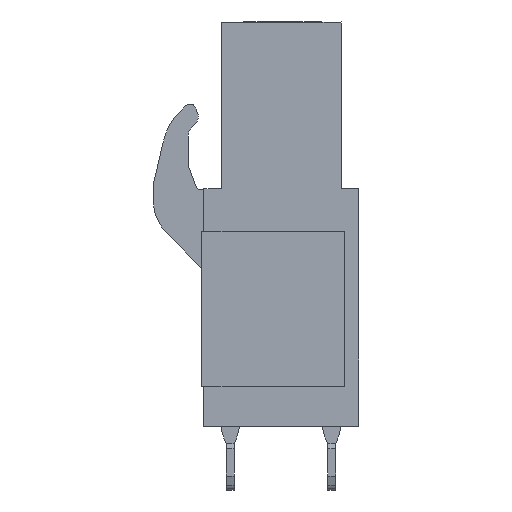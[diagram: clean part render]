
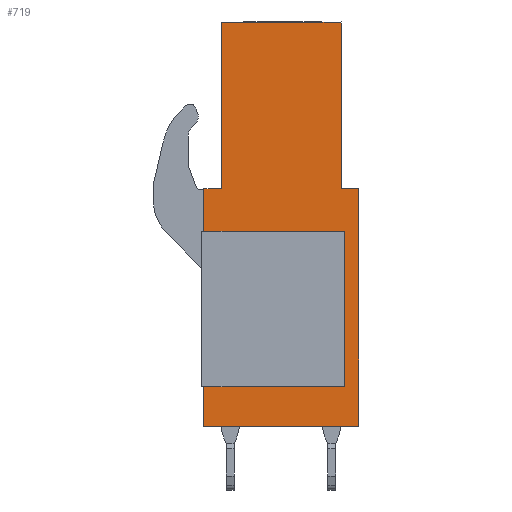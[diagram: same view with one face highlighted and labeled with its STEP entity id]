
A CAD part, left-side view. The second image highlights one B-rep face of the part: STEP entity #719.
In plain terms, the highlighted planar face has unit normal (-1, 0, 0).
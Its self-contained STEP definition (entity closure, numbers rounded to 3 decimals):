
#646=AXIS2_PLACEMENT_3D('Plane Axis2P3D',#643,#644,#645) ;
#36=CARTESIAN_POINT('Line Origine',(1.,3.875,23.45)) ;
#40=CARTESIAN_POINT('Vertex',(1.,0.875,23.45)) ;
#42=CARTESIAN_POINT('Vertex',(1.,6.875,23.45)) ;
#535=CARTESIAN_POINT('Vertex',(1.,7.75,3.2)) ;
#538=CARTESIAN_POINT('Line Origine',(1.,7.75,4.437)) ;
#542=CARTESIAN_POINT('Vertex',(1.,7.75,5.675)) ;
#549=CARTESIAN_POINT('Vertex',(1.,7.75,12.475)) ;
#552=CARTESIAN_POINT('Line Origine',(1.,7.75,13.787)) ;
#556=CARTESIAN_POINT('Vertex',(1.,7.75,15.1)) ;
#643=CARTESIAN_POINT('Axis2P3D Location',(1.,0.,0.)) ;
#648=CARTESIAN_POINT('Line Origine',(1.,4.225,12.475)) ;
#652=CARTESIAN_POINT('Vertex',(1.,0.7,12.475)) ;
#655=CARTESIAN_POINT('Line Origine',(1.,0.7,9.075)) ;
#659=CARTESIAN_POINT('Vertex',(1.,0.7,5.675)) ;
#662=CARTESIAN_POINT('Line Origine',(1.,4.225,5.675)) ;
#667=CARTESIAN_POINT('Line Origine',(1.,3.875,3.2)) ;
#671=CARTESIAN_POINT('Vertex',(1.,0.,3.2)) ;
#674=CARTESIAN_POINT('Line Origine',(1.,0.,9.15)) ;
#678=CARTESIAN_POINT('Vertex',(1.,0.,15.1)) ;
#681=CARTESIAN_POINT('Line Origine',(1.,0.438,15.1)) ;
#685=CARTESIAN_POINT('Vertex',(1.,0.875,15.1)) ;
#688=CARTESIAN_POINT('Line Origine',(1.,0.875,19.275)) ;
#693=CARTESIAN_POINT('Line Origine',(1.,6.875,19.275)) ;
#697=CARTESIAN_POINT('Vertex',(1.,6.875,15.1)) ;
#700=CARTESIAN_POINT('Line Origine',(1.,7.313,15.1)) ;
#37=DIRECTION('Vector Direction',(0.,1.,0.)) ;
#539=DIRECTION('Vector Direction',(0.,0.,1.)) ;
#553=DIRECTION('Vector Direction',(0.,0.,1.)) ;
#644=DIRECTION('Axis2P3D Direction',(1.,0.,0.)) ;
#645=DIRECTION('Axis2P3D XDirection',(0.,1.,0.)) ;
#649=DIRECTION('Vector Direction',(0.,-1.,0.)) ;
#656=DIRECTION('Vector Direction',(0.,0.,1.)) ;
#663=DIRECTION('Vector Direction',(0.,-1.,0.)) ;
#668=DIRECTION('Vector Direction',(0.,1.,0.)) ;
#675=DIRECTION('Vector Direction',(0.,0.,1.)) ;
#682=DIRECTION('Vector Direction',(0.,1.,0.)) ;
#689=DIRECTION('Vector Direction',(0.,0.,1.)) ;
#694=DIRECTION('Vector Direction',(0.,0.,1.)) ;
#701=DIRECTION('Vector Direction',(0.,-1.,0.)) ;
#38=VECTOR('Line Direction',#37,1.) ;
#540=VECTOR('Line Direction',#539,1.) ;
#554=VECTOR('Line Direction',#553,1.) ;
#650=VECTOR('Line Direction',#649,1.) ;
#657=VECTOR('Line Direction',#656,1.) ;
#664=VECTOR('Line Direction',#663,1.) ;
#669=VECTOR('Line Direction',#668,1.) ;
#676=VECTOR('Line Direction',#675,1.) ;
#683=VECTOR('Line Direction',#682,1.) ;
#690=VECTOR('Line Direction',#689,1.) ;
#695=VECTOR('Line Direction',#694,1.) ;
#702=VECTOR('Line Direction',#701,1.) ;
#706=ORIENTED_EDGE('',*,*,#654,.T.) ;
#707=ORIENTED_EDGE('',*,*,#661,.T.) ;
#708=ORIENTED_EDGE('',*,*,#666,.F.) ;
#709=ORIENTED_EDGE('',*,*,#544,.F.) ;
#710=ORIENTED_EDGE('',*,*,#673,.F.) ;
#711=ORIENTED_EDGE('',*,*,#680,.T.) ;
#712=ORIENTED_EDGE('',*,*,#687,.F.) ;
#713=ORIENTED_EDGE('',*,*,#692,.F.) ;
#714=ORIENTED_EDGE('',*,*,#44,.T.) ;
#715=ORIENTED_EDGE('',*,*,#699,.F.) ;
#716=ORIENTED_EDGE('',*,*,#704,.F.) ;
#717=ORIENTED_EDGE('',*,*,#558,.F.) ;
#719=ADVANCED_FACE('BLL5.08/24/180B 3.2SNOR 1682950000',(#718),#647,.F.) ;
#44=EDGE_CURVE('',#41,#43,#39,.T.) ;
#544=EDGE_CURVE('',#536,#543,#541,.T.) ;
#558=EDGE_CURVE('',#550,#557,#555,.T.) ;
#654=EDGE_CURVE('',#550,#653,#651,.T.) ;
#661=EDGE_CURVE('',#653,#660,#658,.F.) ;
#666=EDGE_CURVE('',#543,#660,#665,.T.) ;
#673=EDGE_CURVE('',#672,#536,#670,.T.) ;
#680=EDGE_CURVE('',#672,#679,#677,.T.) ;
#687=EDGE_CURVE('',#686,#679,#684,.F.) ;
#692=EDGE_CURVE('',#41,#686,#691,.F.) ;
#699=EDGE_CURVE('',#698,#43,#696,.T.) ;
#704=EDGE_CURVE('',#557,#698,#703,.T.) ;
#705=EDGE_LOOP('',(#706,#707,#708,#709,#710,#711,#712,#713,#714,#715,#716,#717)) ;
#718=FACE_OUTER_BOUND('',#705,.T.) ;
#39=LINE('Line',#36,#38) ;
#541=LINE('Line',#538,#540) ;
#555=LINE('Line',#552,#554) ;
#651=LINE('Line',#648,#650) ;
#658=LINE('Line',#655,#657) ;
#665=LINE('Line',#662,#664) ;
#670=LINE('Line',#667,#669) ;
#677=LINE('Line',#674,#676) ;
#684=LINE('Line',#681,#683) ;
#691=LINE('Line',#688,#690) ;
#696=LINE('Line',#693,#695) ;
#703=LINE('Line',#700,#702) ;
#647=PLANE('',#646) ;
#41=VERTEX_POINT('',#40) ;
#43=VERTEX_POINT('',#42) ;
#536=VERTEX_POINT('',#535) ;
#543=VERTEX_POINT('',#542) ;
#550=VERTEX_POINT('',#549) ;
#557=VERTEX_POINT('',#556) ;
#653=VERTEX_POINT('',#652) ;
#660=VERTEX_POINT('',#659) ;
#672=VERTEX_POINT('',#671) ;
#679=VERTEX_POINT('',#678) ;
#686=VERTEX_POINT('',#685) ;
#698=VERTEX_POINT('',#697) ;
